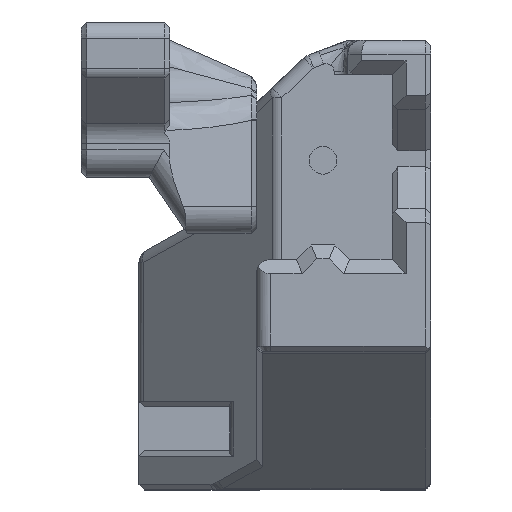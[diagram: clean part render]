
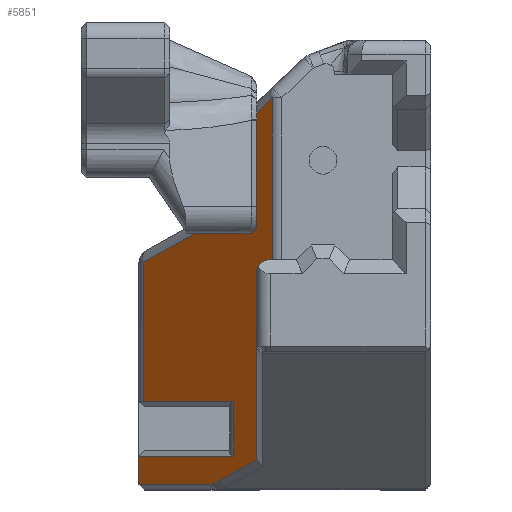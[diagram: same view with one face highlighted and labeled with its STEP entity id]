
A CAD part, left-side view. The second image highlights one B-rep face of the part: STEP entity #5851.
In plain terms, the highlighted planar face has unit normal (-0.707, 0.707, 0).
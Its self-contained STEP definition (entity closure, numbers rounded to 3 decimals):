
#56=ELLIPSE('',#6268,1.414,1.);
#57=ELLIPSE('',#6269,2.828,2.);
#102=B_SPLINE_CURVE_WITH_KNOTS('',3,(#8826,#8827,#8828,#8829),
 .UNSPECIFIED.,.F.,.F.,(4,4),(1.291,1.571),
 .UNSPECIFIED.);
#103=B_SPLINE_CURVE_WITH_KNOTS('',3,(#8831,#8832,#8833,#8834),
 .UNSPECIFIED.,.F.,.F.,(4,4),(1.064,1.291),
 .UNSPECIFIED.);
#104=B_SPLINE_CURVE_WITH_KNOTS('',3,(#8836,#8837,#8838,#8839),
 .UNSPECIFIED.,.F.,.F.,(4,4),(0.855,0.89),
 .UNSPECIFIED.);
#274=PLANE('',#6267);
#542=FACE_OUTER_BOUND('',#907,.T.);
#907=EDGE_LOOP('',(#4132,#4133,#4134,#4135,#4136,#4137,#4138,#4139,#4140,
#4141,#4142,#4143,#4144,#4145,#4146,#4147,#4148,#4149,#4150));
#1310=LINE('',#8777,#1856);
#1320=LINE('',#8810,#1866);
#1321=LINE('',#8814,#1867);
#1323=LINE('',#8822,#1869);
#1324=LINE('',#8824,#1870);
#1325=LINE('',#8841,#1871);
#1326=LINE('',#8843,#1872);
#1327=LINE('',#8845,#1873);
#1328=LINE('',#8849,#1874);
#1329=LINE('',#8851,#1875);
#1330=LINE('',#8853,#1876);
#1331=LINE('',#8855,#1877);
#1332=LINE('',#8858,#1878);
#1333=LINE('',#8859,#1879);
#1856=VECTOR('',#6924,10.);
#1866=VECTOR('',#6950,10.);
#1867=VECTOR('',#6955,10.);
#1869=VECTOR('',#6963,10.);
#1870=VECTOR('',#6964,10.);
#1871=VECTOR('',#6965,10.);
#1872=VECTOR('',#6966,10.);
#1873=VECTOR('',#6967,10.);
#1874=VECTOR('',#6970,10.);
#1875=VECTOR('',#6971,10.);
#1876=VECTOR('',#6972,10.);
#1877=VECTOR('',#6973,10.);
#1878=VECTOR('',#6976,10.);
#1879=VECTOR('',#6977,10.);
#2605=VERTEX_POINT('',#8774);
#2606=VERTEX_POINT('',#8776);
#2620=VERTEX_POINT('',#8807);
#2621=VERTEX_POINT('',#8809);
#2622=VERTEX_POINT('',#8813);
#2625=VERTEX_POINT('',#8821);
#2626=VERTEX_POINT('',#8823);
#2627=VERTEX_POINT('',#8825);
#2628=VERTEX_POINT('',#8830);
#2629=VERTEX_POINT('',#8835);
#2630=VERTEX_POINT('',#8840);
#2631=VERTEX_POINT('',#8842);
#2632=VERTEX_POINT('',#8844);
#2633=VERTEX_POINT('',#8846);
#2634=VERTEX_POINT('',#8848);
#2635=VERTEX_POINT('',#8850);
#2636=VERTEX_POINT('',#8852);
#2637=VERTEX_POINT('',#8854);
#2638=VERTEX_POINT('',#8856);
#3165=EDGE_CURVE('',#2605,#2606,#1310,.T.);
#3181=EDGE_CURVE('',#2620,#2621,#1320,.T.);
#3183=EDGE_CURVE('',#2621,#2622,#1321,.T.);
#3187=EDGE_CURVE('',#2605,#2625,#1323,.T.);
#3188=EDGE_CURVE('',#2626,#2625,#1324,.T.);
#3189=EDGE_CURVE('',#2627,#2626,#102,.T.);
#3190=EDGE_CURVE('',#2628,#2627,#103,.T.);
#3191=EDGE_CURVE('',#2629,#2628,#104,.T.);
#3192=EDGE_CURVE('',#2630,#2629,#1325,.T.);
#3193=EDGE_CURVE('',#2631,#2630,#1326,.T.);
#3194=EDGE_CURVE('',#2631,#2632,#1327,.T.);
#3195=EDGE_CURVE('',#2633,#2632,#56,.T.);
#3196=EDGE_CURVE('',#2634,#2633,#1328,.T.);
#3197=EDGE_CURVE('',#2635,#2634,#1329,.T.);
#3198=EDGE_CURVE('',#2636,#2635,#1330,.T.);
#3199=EDGE_CURVE('',#2637,#2636,#1331,.T.);
#3200=EDGE_CURVE('',#2638,#2637,#57,.T.);
#3201=EDGE_CURVE('',#2622,#2638,#1332,.T.);
#3202=EDGE_CURVE('',#2606,#2620,#1333,.T.);
#4132=ORIENTED_EDGE('',*,*,#3165,.F.);
#4133=ORIENTED_EDGE('',*,*,#3187,.T.);
#4134=ORIENTED_EDGE('',*,*,#3188,.F.);
#4135=ORIENTED_EDGE('',*,*,#3189,.F.);
#4136=ORIENTED_EDGE('',*,*,#3190,.F.);
#4137=ORIENTED_EDGE('',*,*,#3191,.F.);
#4138=ORIENTED_EDGE('',*,*,#3192,.F.);
#4139=ORIENTED_EDGE('',*,*,#3193,.F.);
#4140=ORIENTED_EDGE('',*,*,#3194,.T.);
#4141=ORIENTED_EDGE('',*,*,#3195,.F.);
#4142=ORIENTED_EDGE('',*,*,#3196,.F.);
#4143=ORIENTED_EDGE('',*,*,#3197,.F.);
#4144=ORIENTED_EDGE('',*,*,#3198,.F.);
#4145=ORIENTED_EDGE('',*,*,#3199,.F.);
#4146=ORIENTED_EDGE('',*,*,#3200,.F.);
#4147=ORIENTED_EDGE('',*,*,#3201,.F.);
#4148=ORIENTED_EDGE('',*,*,#3183,.F.);
#4149=ORIENTED_EDGE('',*,*,#3181,.F.);
#4150=ORIENTED_EDGE('',*,*,#3202,.F.);
#5851=ADVANCED_FACE('',(#542),#274,.T.);
#6267=AXIS2_PLACEMENT_3D('',#8820,#6961,#6962);
#6268=AXIS2_PLACEMENT_3D('',#8847,#6968,#6969);
#6269=AXIS2_PLACEMENT_3D('',#8857,#6974,#6975);
#6924=DIRECTION('',(-0.707,-0.707,0.));
#6950=DIRECTION('',(0.707,0.707,0.));
#6955=DIRECTION('',(0.,0.,1.));
#6961=DIRECTION('center_axis',(-0.707,0.707,0.));
#6962=DIRECTION('ref_axis',(0.,0.,1.));
#6963=DIRECTION('',(0.,0.,-1.));
#6964=DIRECTION('',(0.707,0.707,0.));
#6965=DIRECTION('',(0.658,0.658,-0.366));
#6966=DIRECTION('',(-0.653,-0.653,-0.384));
#6967=DIRECTION('',(0.,0.,1.));
#6968=DIRECTION('center_axis',(-0.707,0.707,0.));
#6969=DIRECTION('ref_axis',(0.707,0.707,0.));
#6970=DIRECTION('',(0.707,0.707,0.));
#6971=DIRECTION('',(0.,0.,-1.));
#6972=DIRECTION('',(-0.589,-0.589,0.554));
#6973=DIRECTION('',(0.,0.,1.));
#6974=DIRECTION('center_axis',(-0.707,0.707,0.));
#6975=DIRECTION('ref_axis',(-0.707,-0.707,0.));
#6976=DIRECTION('',(-0.658,-0.658,0.366));
#6977=DIRECTION('',(0.,0.,1.));
#8774=CARTESIAN_POINT('',(148.629,-33.,-3.55));
#8776=CARTESIAN_POINT('',(141.775,-39.854,-3.55));
#8777=CARTESIAN_POINT('',(147.279,-34.351,-3.55));
#8807=CARTESIAN_POINT('',(141.775,-39.854,0.4));
#8809=CARTESIAN_POINT('',(148.336,-33.293,0.4));
#8810=CARTESIAN_POINT('',(147.211,-34.418,0.4));
#8813=CARTESIAN_POINT('',(148.336,-33.293,10.451));
#8814=CARTESIAN_POINT('',(148.336,-33.293,3.5));
#8820=CARTESIAN_POINT('Origin',(143.672,-37.957,7.));
#8821=CARTESIAN_POINT('',(148.629,-33.,-5.6));
#8822=CARTESIAN_POINT('',(148.629,-33.,3.5));
#8823=CARTESIAN_POINT('',(143.523,-38.106,-5.6));
#8824=CARTESIAN_POINT('',(147.279,-34.351,-5.6));
#8825=CARTESIAN_POINT('',(143.303,-38.326,-5.569));
#8826=CARTESIAN_POINT('Ctrl Pts',(143.303,-38.326,-5.569));
#8827=CARTESIAN_POINT('Ctrl Pts',(143.374,-38.256,-5.589));
#8828=CARTESIAN_POINT('Ctrl Pts',(143.448,-38.181,-5.6));
#8829=CARTESIAN_POINT('Ctrl Pts',(143.523,-38.106,-5.6));
#8830=CARTESIAN_POINT('',(143.141,-38.489,-5.502));
#8831=CARTESIAN_POINT('Ctrl Pts',(143.141,-38.489,-5.502));
#8832=CARTESIAN_POINT('Ctrl Pts',(143.191,-38.438,-5.53));
#8833=CARTESIAN_POINT('Ctrl Pts',(143.246,-38.384,-5.553));
#8834=CARTESIAN_POINT('Ctrl Pts',(143.303,-38.326,-5.569));
#8835=CARTESIAN_POINT('',(142.91,-38.719,-5.374));
#8836=CARTESIAN_POINT('Ctrl Pts',(142.91,-38.719,-5.374));
#8837=CARTESIAN_POINT('Ctrl Pts',(142.987,-38.642,-5.417));
#8838=CARTESIAN_POINT('Ctrl Pts',(143.064,-38.565,-5.459));
#8839=CARTESIAN_POINT('Ctrl Pts',(143.141,-38.489,-5.502));
#8840=CARTESIAN_POINT('',(140.105,-41.524,-3.815));
#8841=CARTESIAN_POINT('',(137.283,-44.346,-2.248));
#8842=CARTESIAN_POINT('',(140.129,-41.5,-3.801));
#8843=CARTESIAN_POINT('',(143.972,-37.657,-1.54));
#8844=CARTESIAN_POINT('',(140.129,-41.5,9.65));
#8845=CARTESIAN_POINT('',(140.129,-41.5,3.5));
#8846=CARTESIAN_POINT('',(139.129,-42.5,10.65));
#8847=CARTESIAN_POINT('Origin',(139.129,-42.5,9.65));
#8848=CARTESIAN_POINT('',(139.008,-42.621,10.65));
#8849=CARTESIAN_POINT('',(143.422,-38.207,10.65));
#8850=CARTESIAN_POINT('',(139.008,-42.621,22.348));
#8851=CARTESIAN_POINT('',(139.008,-42.621,10.5));
#8852=CARTESIAN_POINT('',(143.008,-38.621,18.583));
#8853=CARTESIAN_POINT('',(147.896,-33.733,13.982));
#8854=CARTESIAN_POINT('',(143.008,-38.621,14.588));
#8855=CARTESIAN_POINT('',(143.008,-38.621,12.415));
#8856=CARTESIAN_POINT('',(144.037,-37.593,12.84));
#8857=CARTESIAN_POINT('Origin',(145.008,-36.621,14.588));
#8858=CARTESIAN_POINT('',(148.448,-33.181,10.389));
#8859=CARTESIAN_POINT('',(141.775,-39.854,1.925));
